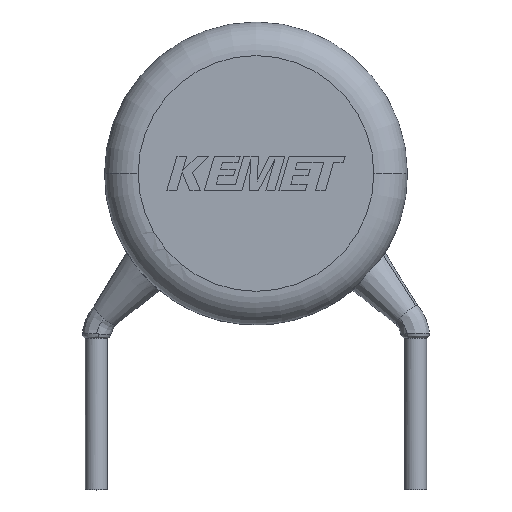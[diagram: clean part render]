
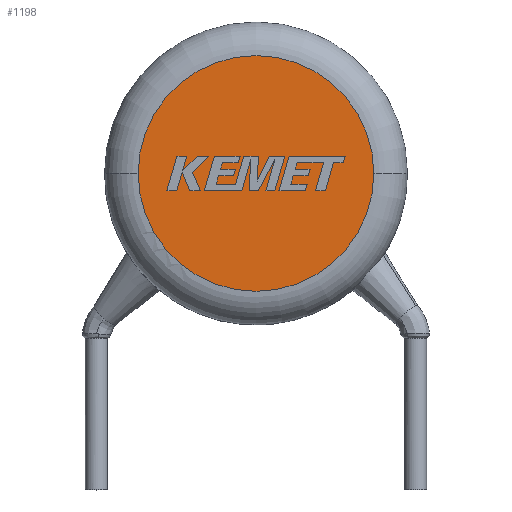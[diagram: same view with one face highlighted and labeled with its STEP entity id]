
A CAD part, top view. The second image highlights one B-rep face of the part: STEP entity #1198.
In plain terms, the highlighted planar face has unit normal (0, 0, 1).
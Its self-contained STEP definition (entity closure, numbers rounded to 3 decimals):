
#95 = ORIENTED_EDGE ( 'NONE', *, *, #2681, .T. ) ;
#120 = FACE_OUTER_BOUND ( 'NONE', #2599, .T. ) ;
#531 = CARTESIAN_POINT ( 'NONE',  ( 0., 0., 5. ) ) ;
#769 = CARTESIAN_POINT ( 'NONE',  ( 0., 0., 5. ) ) ;
#951 = ORIENTED_EDGE ( 'NONE', *, *, #1587, .T. ) ;
#1198 = ADVANCED_FACE ( 'NONE', ( #120 ), #2720, .T. ) ;
#1238 = VERTEX_POINT ( 'NONE', #3709 ) ;
#1309 = AXIS2_PLACEMENT_3D ( 'NONE', #531, #3165, #3767 ) ;
#1434 = CARTESIAN_POINT ( 'NONE',  ( 3.5, 0., 5. ) ) ;
#1587 = EDGE_CURVE ( 'NONE', #1238, #4172, #2372, .T. ) ;
#1966 = CIRCLE ( 'NONE', #3130, 3.5 ) ;
#2039 = DIRECTION ( 'NONE',  ( 1., 0., 0. ) ) ;
#2086 = DIRECTION ( 'NONE',  ( 1., 0., 0. ) ) ;
#2372 = CIRCLE ( 'NONE', #1309, 3.5 ) ;
#2599 = EDGE_LOOP ( 'NONE', ( #95, #951 ) ) ;
#2681 = EDGE_CURVE ( 'NONE', #4172, #1238, #1966, .T. ) ;
#2720 = PLANE ( 'NONE',  #3583 ) ;
#3068 = CARTESIAN_POINT ( 'NONE',  ( 0., 0., 5. ) ) ;
#3130 = AXIS2_PLACEMENT_3D ( 'NONE', #3068, #3715, #2086 ) ;
#3165 = DIRECTION ( 'NONE',  ( 0., 0., 1. ) ) ;
#3583 = AXIS2_PLACEMENT_3D ( 'NONE', #769, #3995, #2039 ) ;
#3709 = CARTESIAN_POINT ( 'NONE',  ( -3.5, 0., 5. ) ) ;
#3715 = DIRECTION ( 'NONE',  ( 0., 0., 1. ) ) ;
#3767 = DIRECTION ( 'NONE',  ( 1., 0., 0. ) ) ;
#3995 = DIRECTION ( 'NONE',  ( 0., 0., 1. ) ) ;
#4172 = VERTEX_POINT ( 'NONE', #1434 ) ;
